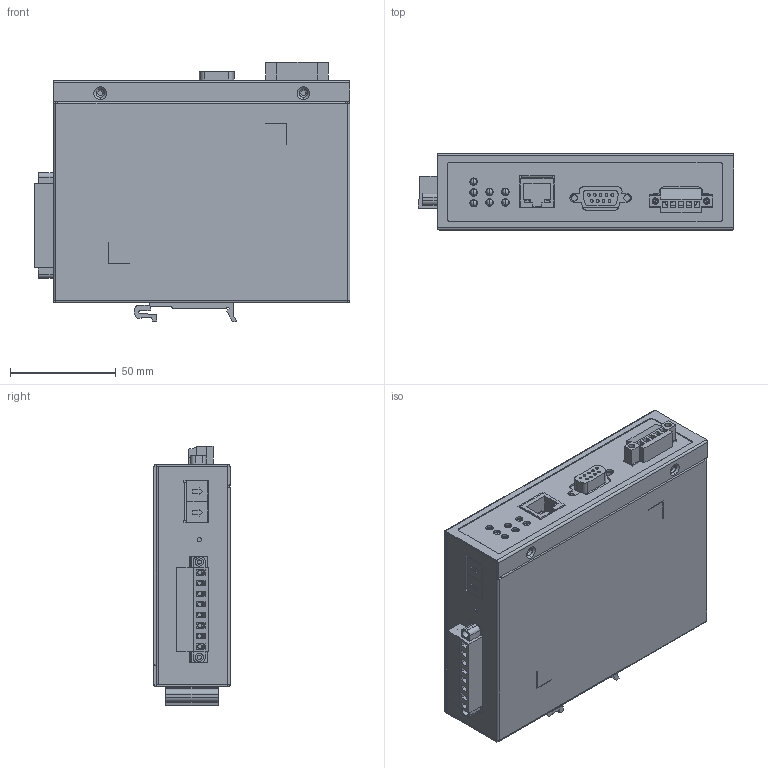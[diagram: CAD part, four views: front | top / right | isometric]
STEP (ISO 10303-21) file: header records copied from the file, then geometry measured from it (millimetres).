
FILE_DESCRIPTION((''),'2;1');
FILE_NAME('PRT0001','2011-09-01T',('Vincent_Huang'),(''),'PRO/ENGINEER BY PARAMETRIC TECHNOLOGY CORPORATION, 2004320','PRO/ENGINEER BY PARAMETRIC TECHNOLOGY CORPORATION, 2004320','');
FILE_SCHEMA(('CONFIG_CONTROL_DESIGN'));
Length unit declared in the file: millimetre
Products named in the file (1): PRT0001
Bounding box: 149.25 x 36 x 122.44 mm (x, y, z)
Surface area: 150041.4 mm2 (no closed solid volume)
Topology: 0 solids, 22 shells, 1543 faces, 3724 edges, 2390 vertices
Faces by surface type: plane 912, cylinder 565, torus 40, bspline 14, cone 12
Entity records: 45566 total; most frequent: CARTESIAN_POINT 8234, DIRECTION 8066, ORIENTED_EDGE 7448, EDGE_CURVE 3724, AXIS2_PLACEMENT_3D 2849, VERTEX_POINT 2390, VECTOR 2368, LINE 2368
